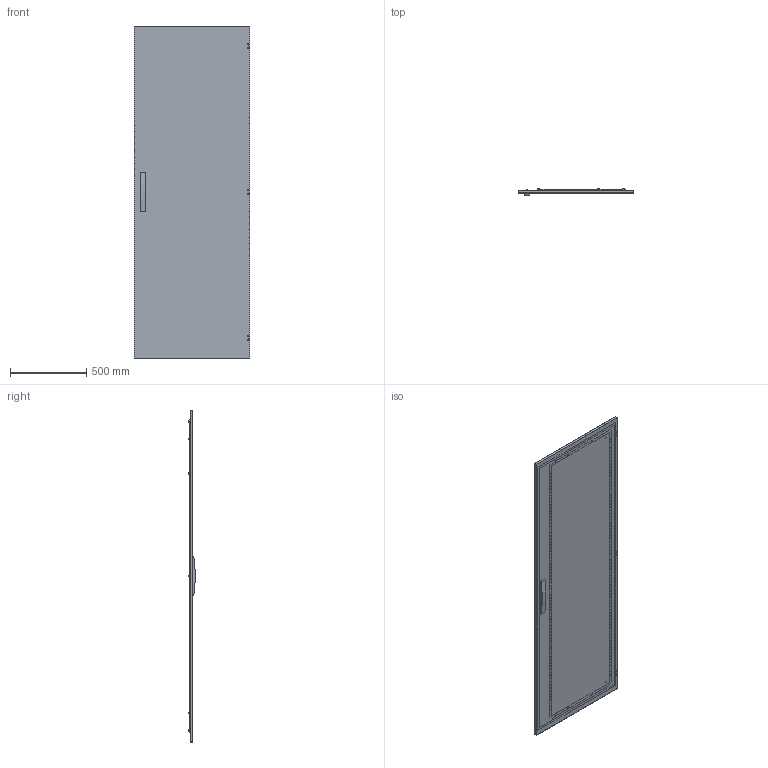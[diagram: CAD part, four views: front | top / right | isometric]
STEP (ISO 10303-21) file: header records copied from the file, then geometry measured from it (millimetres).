
FILE_DESCRIPTION (( 'STEP AP214' ), '1' );
FILE_NAME ('FPK228.STEP', '2025-09-11T09:56:02', ( '' ), ( '' ), 'SwSTEP 2.0', 'SolidWorks 2024', '' );
FILE_SCHEMA (( 'AUTOMOTIVE_DESIGN' ));
Length unit declared in the file: millimetre
Products named in the file (1): FPK228
Bounding box: 759 x 40.34 x 2184 mm (x, y, z)
Volume: 4931071.5 mm3; surface area: 3876107.5 mm2
Topology: 2 solids, 2 shells, 702 faces, 1661 edges, 1131 vertices
Faces by surface type: plane 331, cylinder 267, cone 104
Full cylindrical faces by diameter (mm): 2.5 x2, 4.25 x168, 4.917 x8, 6 x7, 7 x7, 7.2 x3, 9 x21, 11 x6
Entity records: 18390 total; most frequent: CARTESIAN_POINT 4027, DIRECTION 2992, ORIENTED_EDGE 2448, AXIS2_PLACEMENT_3D 1281, EDGE_CURVE 1224, EDGE_LOOP 1204, VERTEX_POINT 956, FACE_OUTER_BOUND 904
